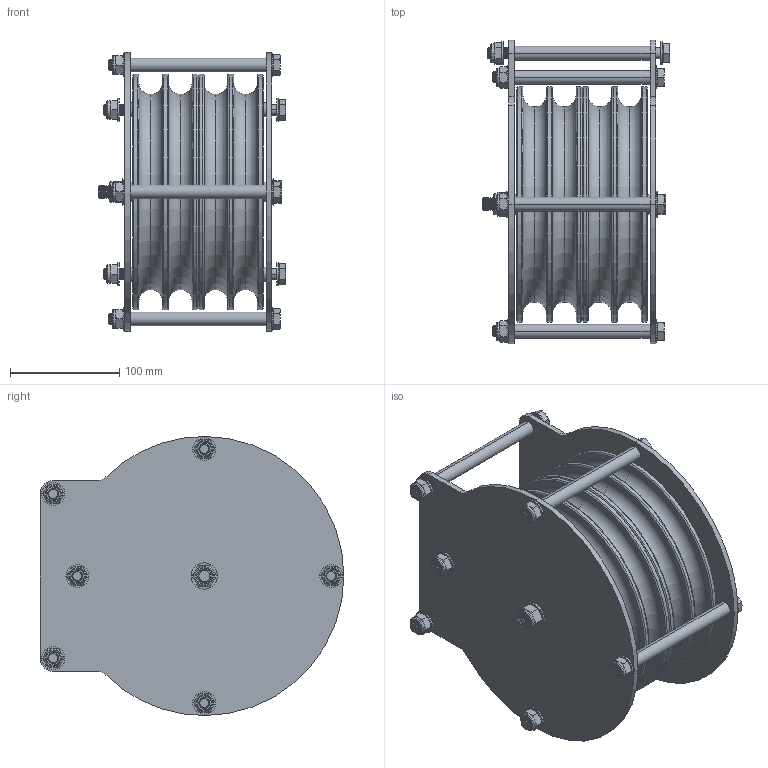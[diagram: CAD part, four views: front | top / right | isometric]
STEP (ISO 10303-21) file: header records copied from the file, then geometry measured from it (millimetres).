
FILE_DESCRIPTION (( 'STEP AP203' ), '1' );
FILE_NAME ('T42954.STEP', '2018-07-26T15:20:11', ( '' ), ( '' ), 'SwSTEP 2.0', 'SolidWorks 2016', '' );
FILE_SCHEMA (( 'CONFIG_CONTROL_DESIGN' ));
Length unit declared in the file: millimetre
Products named in the file (19): TH804; S1930; Hex Bolt_ISO 4016 - M10 x 160 x 32-WS; PULLEY_LABEL; B Washer_Bright washer BS 4320 - M10 (Form B); Hex Bolt_ISO 4016 - M12 x 160 x 36-WS; S2610-5; Hex Bolt_ISO 4016 - M10 x 150 x 30-WS; S2610-2; S2610-4; SW3dPS-nyloc nut, st stl a2 iso_M12 NYLOC; T42954; S2610-1; TH795; SW3dPS-nyloc nut, st stl a2 iso_M10 NYLOC; TH768; B Washer_Bright washer BS 4320 - M12 (Form B); S2610-3; S2610
Assembly tree (58 placements, depth 3):
  T42954
    TH795  x2
    S2610  x4
      S2610-1
      S2610-2
      S2610-3
      S2610-4
      S2610-5
    S1930  x2
    TH768  x2
    TH804  x6
    B Washer_Bright washer BS 4320 - M10 (Form B)  x12
    SW3dPS-nyloc nut, st stl a2 iso_M10 NYLOC  x6
    Hex Bolt_ISO 4016 - M10 x 160 x 32-WS  x2
    Hex Bolt_ISO 4016 - M10 x 150 x 30-WS  x4
    B Washer_Bright washer BS 4320 - M12 (Form B)  x2
    SW3dPS-nyloc nut, st stl a2 iso_M12 NYLOC
    Hex Bolt_ISO 4016 - M12 x 160 x 36-WS
    PULLEY_LABEL
Bounding box: 171.5 x 277.5 x 255 mm (x, y, z)
Volume: 4140382.6 mm3; surface area: 681627.2 mm2
Topology: 93 solids, 93 shells, 3094 faces, 7856 edges, 5022 vertices
Faces by surface type: plane 1199, cone 760, cylinder 628, bspline 287, torus 148, sphere 72
Entity records: 74671 total; most frequent: CARTESIAN_POINT 25176, ORIENTED_EDGE 10064, DIRECTION 8836, EDGE_CURVE 5032, LINE 3312, VECTOR 3312, VERTEX_POINT 3270, AXIS2_PLACEMENT_3D 2762
